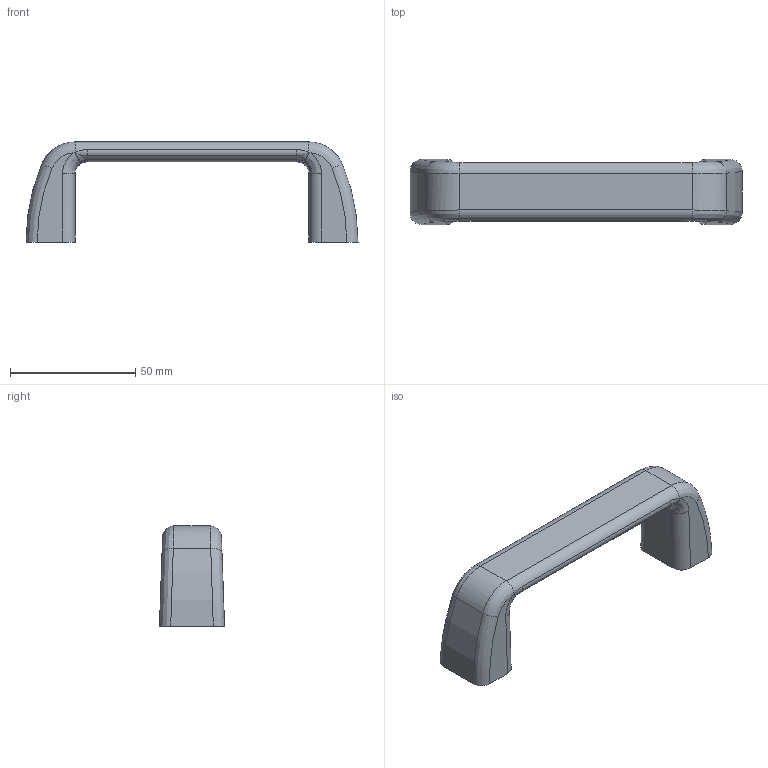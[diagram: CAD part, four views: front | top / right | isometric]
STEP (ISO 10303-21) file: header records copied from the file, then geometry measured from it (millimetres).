
FILE_DESCRIPTION( ( 'Unknown' ), '1' );
FILE_NAME( '6333020_MT110_M06.stp', 'Unknown', ( 'Unknown' ), ( 'Unknown' ), 'PSStep 11.0', 'Unknown', ' ' );
FILE_SCHEMA( ( 'AUTOMOTIVE_DESIGN { 1 0 10303 214 1 1 1 1 }' ) );
Length unit declared in the file: millimetre
Products named in the file (1): 6333020
Bounding box: 132.6 x 26 x 40 mm (x, y, z)
Volume: 45556.2 mm3; surface area: 12244.5 mm2
Topology: 1 solids, 1 shells, 70 faces, 165 edges, 95 vertices
Faces by surface type: bspline 32, cylinder 22, plane 12, cone 4
Full cylindrical faces by diameter (mm): 4.917 x4, 8 x2
Entity records: 4360 total; most frequent: CARTESIAN_POINT 2429, ORIENTED_EDGE 288, DIRECTION 262, EDGE_CURVE 144, AXIS2_PLACEMENT_3D 115, VERTEX_POINT 90, EDGE_LOOP 82, FACE_OUTER_BOUND 76
